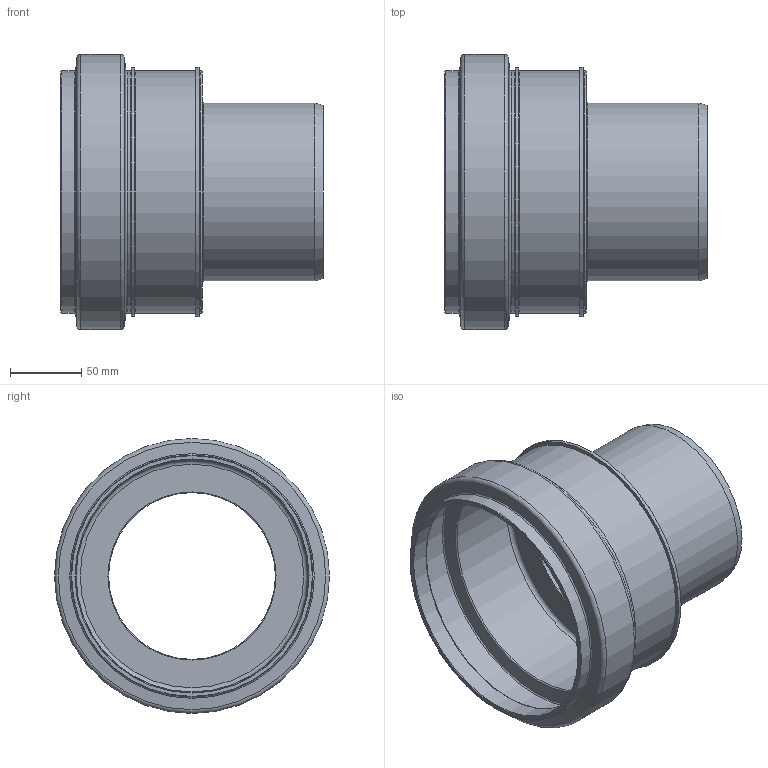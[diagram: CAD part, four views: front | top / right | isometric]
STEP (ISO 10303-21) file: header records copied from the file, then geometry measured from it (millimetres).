
FILE_DESCRIPTION(/* description */ (''),/* implementation_level */ '2;1');
FILE_NAME(/* name */ '777480 KG2000US Anschluss an Steinzeugrohr- Spitzende DN125.stp',/* time_stamp */ '2019-12-20T11:35:46+01:00',/* author */ ('LWM'),/* organization */ (''),/* preprocessor_version */ 'ST-DEVELOPER v18',/* originating_system */ 'Autodesk Inventor 2020',/* authorisation */ '');
FILE_SCHEMA (('AUTOMOTIVE_DESIGN { 1 0 10303 214 3 1 1 }'));
Length unit declared in the file: millimetre
Products named in the file (1): KGUS DN125 KG2000 Formteil mit Schrumpf_
Bounding box: 184.3 x 193.3 x 193.3 mm (x, y, z)
Volume: 401977.4 mm3; surface area: 220272.5 mm2
Topology: 1 solids, 1 shells, 39 faces, 135 edges, 100 vertices
Faces by surface type: torus 14, cylinder 12, cone 9, plane 4
Full cylindrical faces by diameter (mm): 117.191 x1, 125 x1, 163.006 x1, 163.556 x1, 170.196 x4, 175.108 x2, 186.11 x1, 193.301 x1
Entity records: 1628 total; most frequent: DIRECTION 329, CARTESIAN_POINT 275, ORIENTED_EDGE 270, AXIS2_PLACEMENT_3D 154, EDGE_CURVE 135, CIRCLE 114, VERTEX_POINT 100, EDGE_LOOP 43
